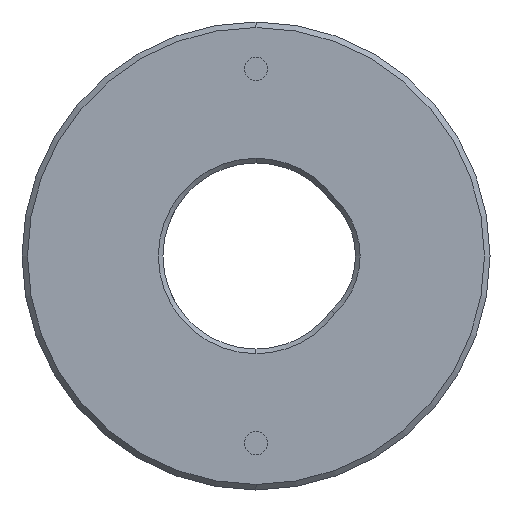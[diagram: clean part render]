
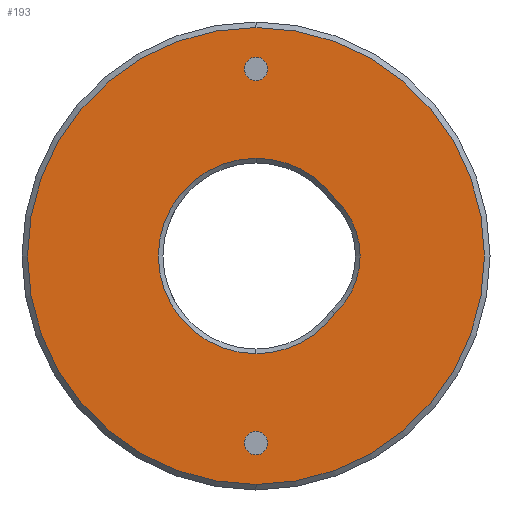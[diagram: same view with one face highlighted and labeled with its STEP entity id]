
A CAD part, left-side view. The second image highlights one B-rep face of the part: STEP entity #193.
In plain terms, the highlighted planar face has unit normal (-1, 0, 0).
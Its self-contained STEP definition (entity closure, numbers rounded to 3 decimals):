
#17 = DIRECTION ( 'NONE',  ( 1., 0., 0. ) ) ;
#60 = AXIS2_PLACEMENT_3D ( 'NONE', #2100, #2343, #1492 ) ;
#113 = ORIENTED_EDGE ( 'NONE', *, *, #2304, .T. ) ;
#193 = ADVANCED_FACE ( 'NONE', ( #3289, #565, #3594, #848 ), #3871, .F. ) ;
#212 = VERTEX_POINT ( 'NONE', #3309 ) ;
#267 = DIRECTION ( 'NONE',  ( 0., 0., -1. ) ) ;
#333 = VERTEX_POINT ( 'NONE', #2111 ) ;
#394 = CARTESIAN_POINT ( 'NONE',  ( 0., 0., -9.515 ) ) ;
#433 = AXIS2_PLACEMENT_3D ( 'NONE', #2142, #915, #3305 ) ;
#492 = EDGE_LOOP ( 'NONE', ( #1098, #1499 ) ) ;
#565 = FACE_BOUND ( 'NONE', #1899, .T. ) ;
#590 = ORIENTED_EDGE ( 'NONE', *, *, #1640, .T. ) ;
#608 = VERTEX_POINT ( 'NONE', #3343 ) ;
#761 = CIRCLE ( 'NONE', #3486, 5.3 ) ;
#788 = ORIENTED_EDGE ( 'NONE', *, *, #2041, .T. ) ;
#837 = DIRECTION ( 'NONE',  ( -1., 0., 0. ) ) ;
#842 = ORIENTED_EDGE ( 'NONE', *, *, #3295, .F. ) ;
#844 = DIRECTION ( 'NONE',  ( 0., 0., 1. ) ) ;
#848 = FACE_OUTER_BOUND ( 'NONE', #2665, .T. ) ;
#901 = AXIS2_PLACEMENT_3D ( 'NONE', #2713, #1202, #2356 ) ;
#915 = DIRECTION ( 'NONE',  ( 1., 0., 0. ) ) ;
#1008 = CARTESIAN_POINT ( 'NONE',  ( 0., 0., -12.4 ) ) ;
#1098 = ORIENTED_EDGE ( 'NONE', *, *, #3340, .F. ) ;
#1141 = DIRECTION ( 'NONE',  ( -1., 0., 0. ) ) ;
#1146 = CIRCLE ( 'NONE', #433, 5.3 ) ;
#1161 = DIRECTION ( 'NONE',  ( -1., 0., 0. ) ) ;
#1202 = DIRECTION ( 'NONE',  ( 1., 0., 0. ) ) ;
#1322 = VERTEX_POINT ( 'NONE', #2022 ) ;
#1338 = CARTESIAN_POINT ( 'NONE',  ( 0., 0., 0. ) ) ;
#1403 = AXIS2_PLACEMENT_3D ( 'NONE', #3033, #837, #3859 ) ;
#1492 = DIRECTION ( 'NONE',  ( 0., 0., -1. ) ) ;
#1499 = ORIENTED_EDGE ( 'NONE', *, *, #1882, .F. ) ;
#1519 = EDGE_CURVE ( 'NONE', #2416, #3373, #2841, .T. ) ;
#1552 = DIRECTION ( 'NONE',  ( -1., 0., 0. ) ) ;
#1583 = CARTESIAN_POINT ( 'NONE',  ( 0., 0., 9.515 ) ) ;
#1592 = EDGE_CURVE ( 'NONE', #2463, #3052, #1954, .T. ) ;
#1640 = EDGE_CURVE ( 'NONE', #1322, #1813, #3867, .T. ) ;
#1655 = AXIS2_PLACEMENT_3D ( 'NONE', #1776, #2986, #267 ) ;
#1712 = DIRECTION ( 'NONE',  ( 0., 0., -1. ) ) ;
#1776 = CARTESIAN_POINT ( 'NONE',  ( 0., -1.4, 0. ) ) ;
#1813 = VERTEX_POINT ( 'NONE', #2486 ) ;
#1823 = CARTESIAN_POINT ( 'NONE',  ( 0., 0., -10.15 ) ) ;
#1850 = DIRECTION ( 'NONE',  ( 0., 0., -1. ) ) ;
#1882 = EDGE_CURVE ( 'NONE', #3773, #212, #3879, .T. ) ;
#1899 = EDGE_LOOP ( 'NONE', ( #3210, #842 ) ) ;
#1954 = CIRCLE ( 'NONE', #3355, 12.4 ) ;
#1967 = AXIS2_PLACEMENT_3D ( 'NONE', #1823, #2688, #3900 ) ;
#2022 = CARTESIAN_POINT ( 'NONE',  ( 0., -4.281, 3.124 ) ) ;
#2028 = CARTESIAN_POINT ( 'NONE',  ( 0., 0., 12.4 ) ) ;
#2037 = CIRCLE ( 'NONE', #60, 5.3 ) ;
#2041 = EDGE_CURVE ( 'NONE', #1813, #608, #1146, .T. ) ;
#2100 = CARTESIAN_POINT ( 'NONE',  ( 0., 0., 0. ) ) ;
#2111 = CARTESIAN_POINT ( 'NONE',  ( 0., 0., 5.3 ) ) ;
#2125 = CARTESIAN_POINT ( 'NONE',  ( 0., 0., 10.15 ) ) ;
#2142 = CARTESIAN_POINT ( 'NONE',  ( 0., 0., 0. ) ) ;
#2153 = AXIS2_PLACEMENT_3D ( 'NONE', #2125, #1552, #1850 ) ;
#2304 = EDGE_CURVE ( 'NONE', #333, #1322, #761, .T. ) ;
#2334 = EDGE_LOOP ( 'NONE', ( #788, #3128, #113, #590 ) ) ;
#2343 = DIRECTION ( 'NONE',  ( 1., 0., 0. ) ) ;
#2356 = DIRECTION ( 'NONE',  ( 0., 0., -1. ) ) ;
#2416 = VERTEX_POINT ( 'NONE', #394 ) ;
#2463 = VERTEX_POINT ( 'NONE', #1008 ) ;
#2486 = CARTESIAN_POINT ( 'NONE',  ( 0., -4.281, -3.124 ) ) ;
#2611 = ORIENTED_EDGE ( 'NONE', *, *, #2769, .T. ) ;
#2665 = EDGE_LOOP ( 'NONE', ( #3724, #2611 ) ) ;
#2688 = DIRECTION ( 'NONE',  ( -1., 0., 0. ) ) ;
#2713 = CARTESIAN_POINT ( 'NONE',  ( 0., 0., 0. ) ) ;
#2769 = EDGE_CURVE ( 'NONE', #3052, #2463, #3568, .T. ) ;
#2841 = CIRCLE ( 'NONE', #2851, 0.635 ) ;
#2844 = CARTESIAN_POINT ( 'NONE',  ( 0., 0., -10.15 ) ) ;
#2851 = AXIS2_PLACEMENT_3D ( 'NONE', #2844, #1141, #844 ) ;
#2984 = CIRCLE ( 'NONE', #1403, 0.635 ) ;
#2986 = DIRECTION ( 'NONE',  ( 1., 0., 0. ) ) ;
#3020 = CARTESIAN_POINT ( 'NONE',  ( 0., 0., 0. ) ) ;
#3033 = CARTESIAN_POINT ( 'NONE',  ( 0., 0., 10.15 ) ) ;
#3052 = VERTEX_POINT ( 'NONE', #2028 ) ;
#3128 = ORIENTED_EDGE ( 'NONE', *, *, #3364, .T. ) ;
#3210 = ORIENTED_EDGE ( 'NONE', *, *, #1519, .F. ) ;
#3289 = FACE_BOUND ( 'NONE', #492, .T. ) ;
#3295 = EDGE_CURVE ( 'NONE', #3373, #2416, #3683, .T. ) ;
#3305 = DIRECTION ( 'NONE',  ( 0., 0., -1. ) ) ;
#3309 = CARTESIAN_POINT ( 'NONE',  ( 0., 0., 10.785 ) ) ;
#3340 = EDGE_CURVE ( 'NONE', #212, #3773, #2984, .T. ) ;
#3343 = CARTESIAN_POINT ( 'NONE',  ( 0., 0., -5.3 ) ) ;
#3355 = AXIS2_PLACEMENT_3D ( 'NONE', #1338, #1161, #3591 ) ;
#3364 = EDGE_CURVE ( 'NONE', #608, #333, #2037, .T. ) ;
#3373 = VERTEX_POINT ( 'NONE', #3880 ) ;
#3426 = AXIS2_PLACEMENT_3D ( 'NONE', #3582, #3876, #1712 ) ;
#3486 = AXIS2_PLACEMENT_3D ( 'NONE', #3020, #17, #3624 ) ;
#3568 = CIRCLE ( 'NONE', #3426, 12.4 ) ;
#3582 = CARTESIAN_POINT ( 'NONE',  ( 0., 0., 0. ) ) ;
#3591 = DIRECTION ( 'NONE',  ( 0., 0., -1. ) ) ;
#3594 = FACE_BOUND ( 'NONE', #2334, .T. ) ;
#3624 = DIRECTION ( 'NONE',  ( 0., 0., -1. ) ) ;
#3683 = CIRCLE ( 'NONE', #1967, 0.635 ) ;
#3724 = ORIENTED_EDGE ( 'NONE', *, *, #1592, .T. ) ;
#3773 = VERTEX_POINT ( 'NONE', #1583 ) ;
#3859 = DIRECTION ( 'NONE',  ( 0., 0., -1. ) ) ;
#3867 = CIRCLE ( 'NONE', #1655, 4.25 ) ;
#3871 = PLANE ( 'NONE',  #901 ) ;
#3876 = DIRECTION ( 'NONE',  ( -1., 0., 0. ) ) ;
#3879 = CIRCLE ( 'NONE', #2153, 0.635 ) ;
#3880 = CARTESIAN_POINT ( 'NONE',  ( 0., 0., -10.785 ) ) ;
#3900 = DIRECTION ( 'NONE',  ( 0., 0., 1. ) ) ;
